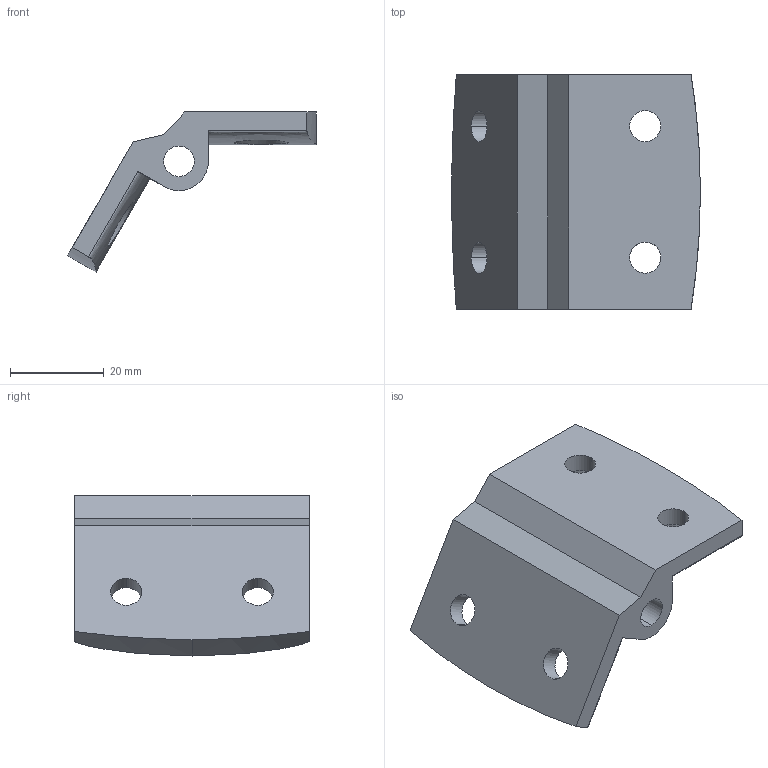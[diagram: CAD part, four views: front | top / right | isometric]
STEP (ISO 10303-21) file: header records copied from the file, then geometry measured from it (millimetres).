
FILE_DESCRIPTION (( 'STEP AP214' ), '1' );
FILE_NAME ('Äâåðíàÿ ïåòëÿ 30 ñåðèÿ (Al).STEP', '2022-05-07T13:59:48', ( '' ), ( '' ), 'SwSTEP 2.0', 'SolidWorks 2022', '' );
FILE_SCHEMA (( 'AUTOMOTIVE_DESIGN' ));
Length unit declared in the file: millimetre
Products named in the file (1): Дверная петля 30 серия (Al)
Bounding box: 52.97 x 50 x 34.08 mm (x, y, z)
Volume: 21389 mm3; surface area: 9244 mm2
Topology: 1 solids, 1 shells, 35 faces, 89 edges, 56 vertices
Faces by surface type: cylinder 15, cone 8, plane 8, bspline 4
Entity records: 1842 total; most frequent: CARTESIAN_POINT 980, ORIENTED_EDGE 178, DIRECTION 157, EDGE_CURVE 89, AXIS2_PLACEMENT_3D 58, VERTEX_POINT 56, EDGE_LOOP 45, LINE 41
